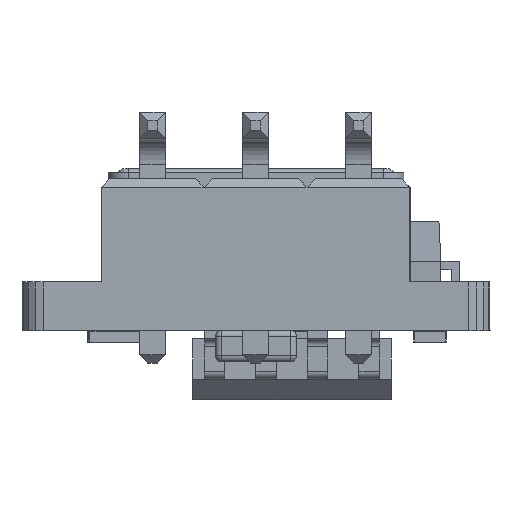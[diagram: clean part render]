
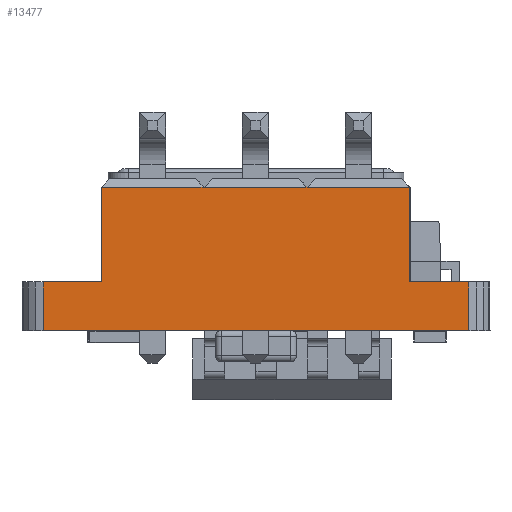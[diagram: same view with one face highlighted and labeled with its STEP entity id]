
A CAD part, front view. The second image highlights one B-rep face of the part: STEP entity #13477.
In plain terms, the highlighted planar face has unit normal (0, -1, 0).
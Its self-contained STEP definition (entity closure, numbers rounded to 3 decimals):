
#958=DIRECTION('',(0.,0.,1.));
#959=VECTOR('',#958,1.201);
#960=CARTESIAN_POINT('',(69.,-34.904,-1.201));
#961=LINE('',#960,#959);
#970=DIRECTION('',(1.,0.,0.));
#971=VECTOR('',#970,2.54);
#972=CARTESIAN_POINT('',(62.468,-34.903,2.34));
#973=LINE('',#972,#971);
#974=DIRECTION('',(1.,0.,0.));
#975=VECTOR('',#974,2.54);
#976=CARTESIAN_POINT('',(65.008,-34.904,2.34));
#977=LINE('',#976,#975);
#978=DIRECTION('',(1.,0.,0.));
#979=VECTOR('',#978,1.452);
#980=CARTESIAN_POINT('',(67.548,-34.904,0.));
#981=LINE('',#980,#979);
#982=DIRECTION('',(-1.,0.,0.));
#983=VECTOR('',#982,10.5);
#984=CARTESIAN_POINT('',(69.,-34.904,-1.201));
#985=LINE('',#984,#983);
#986=DIRECTION('',(0.,0.,1.));
#987=VECTOR('',#986,1.201);
#988=CARTESIAN_POINT('',(58.5,-34.903,-1.201));
#989=LINE('',#988,#987);
#990=DIRECTION('',(1.,0.,0.));
#991=VECTOR('',#990,1.428);
#992=CARTESIAN_POINT('',(58.5,-34.903,0.));
#993=LINE('',#992,#991);
#994=DIRECTION('',(1.,0.,0.));
#995=VECTOR('',#994,2.54);
#996=CARTESIAN_POINT('',(59.928,-34.903,2.34));
#997=LINE('',#996,#995);
#1271=DIRECTION('',(0.,0.,1.));
#1272=VECTOR('',#1271,2.34);
#1273=CARTESIAN_POINT('',(67.548,-34.904,0.));
#1274=LINE('',#1273,#1272);
#1331=DIRECTION('',(0.,0.,-1.));
#1332=VECTOR('',#1331,2.34);
#1333=CARTESIAN_POINT('',(59.928,-34.903,2.34));
#1334=LINE('',#1333,#1332);
#10339=CARTESIAN_POINT('',(58.5,-34.903,-1.201));
#10340=VERTEX_POINT('',#10339);
#10341=CARTESIAN_POINT('',(69.,-34.904,-1.201));
#10342=VERTEX_POINT('',#10341);
#10579=CARTESIAN_POINT('',(69.,-34.904,0.));
#10580=VERTEX_POINT('',#10579);
#10581=CARTESIAN_POINT('',(62.468,-34.903,
2.34));
#10582=CARTESIAN_POINT('',(65.008,-34.904,
2.34));
#10583=VERTEX_POINT('',#10581);
#10584=VERTEX_POINT('',#10582);
#10585=CARTESIAN_POINT('',(67.548,-34.905,
2.34));
#10586=VERTEX_POINT('',#10585);
#10587=CARTESIAN_POINT('',(67.548,-34.904,0.));
#10588=VERTEX_POINT('',#10587);
#10589=CARTESIAN_POINT('',(58.5,-34.903,0.));
#10590=VERTEX_POINT('',#10589);
#10591=CARTESIAN_POINT('',(59.928,-34.903,0.));
#10592=VERTEX_POINT('',#10591);
#10593=CARTESIAN_POINT('',(59.928,-34.903,
2.34));
#10594=VERTEX_POINT('',#10593);
#13452=CARTESIAN_POINT('',(63.75,-34.904,-0.601));
#13453=DIRECTION('',(0.,1.,0.));
#13454=DIRECTION('',(1.,0.,0.));
#13455=AXIS2_PLACEMENT_3D('',#13452,#13453,#13454);
#13456=PLANE('',#13455);
#13458=ORIENTED_EDGE('',*,*,#13457,.T.);
#13460=ORIENTED_EDGE('',*,*,#13459,.T.);
#13462=ORIENTED_EDGE('',*,*,#13461,.F.);
#13464=ORIENTED_EDGE('',*,*,#13463,.T.);
#13465=ORIENTED_EDGE('',*,*,#13436,.F.);
#13466=ORIENTED_EDGE('',*,*,#12740,.T.);
#13468=ORIENTED_EDGE('',*,*,#13467,.T.);
#13470=ORIENTED_EDGE('',*,*,#13469,.T.);
#13472=ORIENTED_EDGE('',*,*,#13471,.F.);
#13474=ORIENTED_EDGE('',*,*,#13473,.T.);
#13475=EDGE_LOOP('',(#13458,#13460,#13462,#13464,#13465,#13466,#13468,#13470,
#13472,#13474));
#13476=FACE_OUTER_BOUND('',#13475,.F.);
#12740=EDGE_CURVE('',#10342,#10340,#985,.T.);
#13436=EDGE_CURVE('',#10342,#10580,#961,.T.);
#13457=EDGE_CURVE('',#10583,#10584,#973,.T.);
#13459=EDGE_CURVE('',#10584,#10586,#977,.T.);
#13461=EDGE_CURVE('',#10588,#10586,#1274,.T.);
#13463=EDGE_CURVE('',#10588,#10580,#981,.T.);
#13467=EDGE_CURVE('',#10340,#10590,#989,.T.);
#13469=EDGE_CURVE('',#10590,#10592,#993,.T.);
#13471=EDGE_CURVE('',#10594,#10592,#1334,.T.);
#13473=EDGE_CURVE('',#10594,#10583,#997,.T.);
#13477=ADVANCED_FACE('',(#13476),#13456,.F.);
